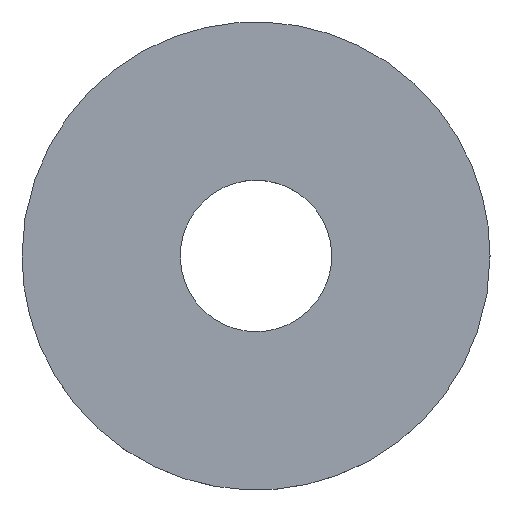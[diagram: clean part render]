
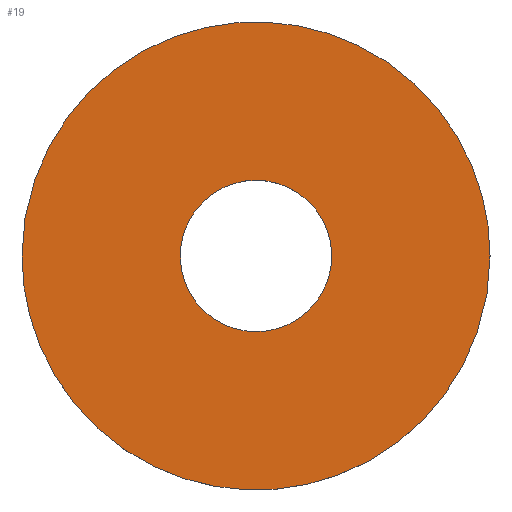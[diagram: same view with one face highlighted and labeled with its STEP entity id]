
A CAD part, top view. The second image highlights one B-rep face of the part: STEP entity #19.
In plain terms, the highlighted planar face has unit normal (0, 0, 1).
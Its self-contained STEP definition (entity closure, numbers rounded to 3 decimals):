
#15=FACE_BOUND('',#32,.T.);
#19=ADVANCED_FACE('',(#25,#15),#93,.T.);
#25=FACE_OUTER_BOUND('',#31,.T.);
#31=EDGE_LOOP('',(#45,#46));
#32=EDGE_LOOP('',(#47,#48));
#45=ORIENTED_EDGE('',*,*,#68,.F.);
#46=ORIENTED_EDGE('',*,*,#61,.F.);
#47=ORIENTED_EDGE('',*,*,#71,.F.);
#48=ORIENTED_EDGE('',*,*,#64,.F.);
#61=EDGE_CURVE('',#85,#89,#73,.T.);
#64=EDGE_CURVE('',#87,#91,#76,.T.);
#68=EDGE_CURVE('',#89,#85,#80,.T.);
#71=EDGE_CURVE('',#91,#87,#83,.T.);
#73=(
BOUNDED_CURVE()
B_SPLINE_CURVE(2,(#179,#180,#181,#182,#183),.UNSPECIFIED.,.F.,.F.)
B_SPLINE_CURVE_WITH_KNOTS((3,2,3),(0.,26.704,53.407),
 .UNSPECIFIED.)
CURVE()
GEOMETRIC_REPRESENTATION_ITEM()
RATIONAL_B_SPLINE_CURVE((1.,0.707,1.,0.707,1.))
REPRESENTATION_ITEM('')
);
#76=(
BOUNDED_CURVE()
B_SPLINE_CURVE(2,(#191,#192,#193,#194,#195),.UNSPECIFIED.,.F.,.F.)
B_SPLINE_CURVE_WITH_KNOTS((3,2,3),(106.814,115.454,124.093),
 .UNSPECIFIED.)
CURVE()
GEOMETRIC_REPRESENTATION_ITEM()
RATIONAL_B_SPLINE_CURVE((1.,0.707,1.,0.707,1.))
REPRESENTATION_ITEM('')
);
#80=(
BOUNDED_CURVE()
B_SPLINE_CURVE(2,(#205,#206,#207,#208,#209),.UNSPECIFIED.,.F.,.F.)
B_SPLINE_CURVE_WITH_KNOTS((3,2,3),(53.407,80.111,106.814),
 .UNSPECIFIED.)
CURVE()
GEOMETRIC_REPRESENTATION_ITEM()
RATIONAL_B_SPLINE_CURVE((1.,0.707,1.,0.707,1.))
REPRESENTATION_ITEM('')
);
#83=(
BOUNDED_CURVE()
B_SPLINE_CURVE(2,(#217,#218,#219,#220,#221),.UNSPECIFIED.,.F.,.F.)
B_SPLINE_CURVE_WITH_KNOTS((3,2,3),(124.093,132.732,141.372),
 .UNSPECIFIED.)
CURVE()
GEOMETRIC_REPRESENTATION_ITEM()
RATIONAL_B_SPLINE_CURVE((1.,0.707,1.,0.707,1.))
REPRESENTATION_ITEM('')
);
#85=VERTEX_POINT('',#171);
#87=VERTEX_POINT('',#173);
#89=VERTEX_POINT('',#175);
#91=VERTEX_POINT('',#177);
#93=PLANE('',#119);
#119=AXIS2_PLACEMENT_3D('',#149,#124,$);
#124=DIRECTION('',(0.,0.,1.));
#149=CARTESIAN_POINT('',(-21.25,21.25,2.));
#171=CARTESIAN_POINT('',(17.,0.,2.));
#173=CARTESIAN_POINT('',(5.5,0.,2.));
#175=CARTESIAN_POINT('',(-17.,0.,2.));
#177=CARTESIAN_POINT('',(-5.5,0.,2.));
#179=CARTESIAN_POINT('',(17.,0.,2.));
#180=CARTESIAN_POINT('',(17.,-17.,2.));
#181=CARTESIAN_POINT('',(0.,-17.,2.));
#182=CARTESIAN_POINT('',(-17.,-17.,2.));
#183=CARTESIAN_POINT('',(-17.,0.,2.));
#191=CARTESIAN_POINT('',(5.5,0.,2.));
#192=CARTESIAN_POINT('',(5.5,5.5,2.));
#193=CARTESIAN_POINT('',(0.,5.5,2.));
#194=CARTESIAN_POINT('',(-5.5,5.5,2.));
#195=CARTESIAN_POINT('',(-5.5,0.,2.));
#205=CARTESIAN_POINT('',(-17.,0.,2.));
#206=CARTESIAN_POINT('',(-17.,17.,2.));
#207=CARTESIAN_POINT('',(0.,17.,2.));
#208=CARTESIAN_POINT('',(17.,17.,2.));
#209=CARTESIAN_POINT('',(17.,0.,2.));
#217=CARTESIAN_POINT('',(-5.5,0.,2.));
#218=CARTESIAN_POINT('',(-5.5,-5.5,2.));
#219=CARTESIAN_POINT('',(0.,-5.5,2.));
#220=CARTESIAN_POINT('',(5.5,-5.5,2.));
#221=CARTESIAN_POINT('',(5.5,0.,2.));
